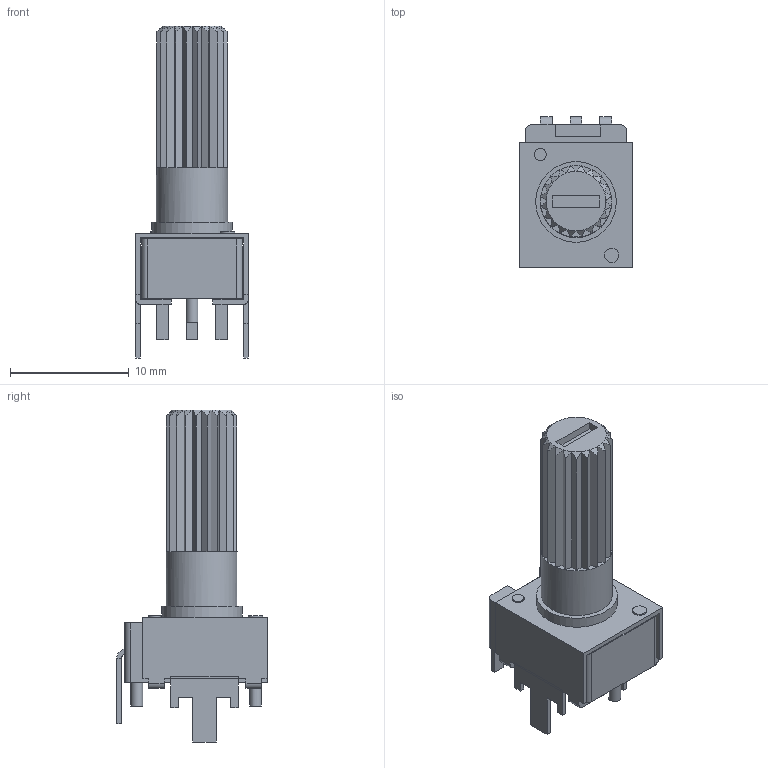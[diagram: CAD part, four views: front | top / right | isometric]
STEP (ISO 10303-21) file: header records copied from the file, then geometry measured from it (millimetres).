
FILE_DESCRIPTION(('FreeCAD Model'),'2;1');
FILE_NAME('Rotary Potentiometer.step', '2014-10-12T20:23:26',('FreeCAD'),('FreeCAD'), 'Open CASCADE STEP processor 6.7','FreeCAD','Unknown');
FILE_SCHEMA(('AUTOMOTIVE_DESIGN_CC2 { 1 2 10303 214 -1 1 5 4 }'));
Length unit declared in the file: millimetre
Products named in the file (8): Fusion005; PataCon1; PataCon2; PataCon3; Cut008; Fusion; Pad002; Pad004
Bounding box: 9.5 x 12.7 x 27.98 mm (x, y, z)
Volume: 1043.3 mm3; surface area: 1555.9 mm2
Topology: 8 solids, 8 shells, 224 faces, 539 edges, 338 vertices
Faces by surface type: plane 181, cylinder 23, cone 20
Full cylindrical faces by diameter (mm): 1 x4, 1.2 x2, 6 x2, 6.8 x1
Entity records: 14357 total; most frequent: CARTESIAN_POINT 2883, DIRECTION 1890, ORIENTED_EDGE 1078, PCURVE 1078, DEFINITIONAL_REPRESENTATION 1078, LINE 1074, VECTOR 1074, EDGE_CURVE 539
